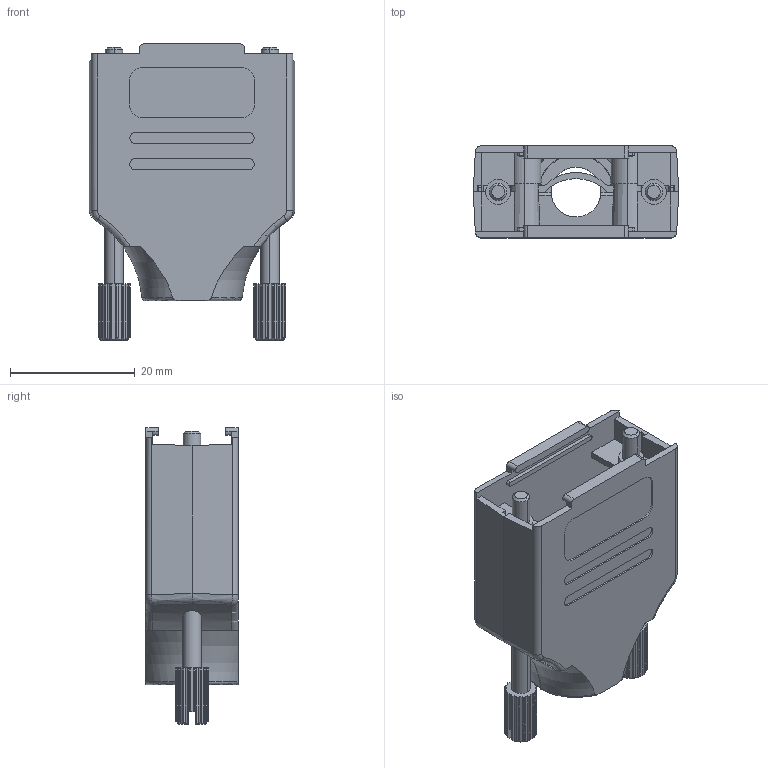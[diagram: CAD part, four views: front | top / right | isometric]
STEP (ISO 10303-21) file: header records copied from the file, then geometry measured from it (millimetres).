
FILE_DESCRIPTION (( 'STEP AP214' ), '1' );
FILE_NAME ('6560-0136-01.STEP', '2022-03-25T10:10:24', ( '' ), ( '' ), 'SwSTEP 2.0', 'SolidWorks 2021', '' );
FILE_SCHEMA (( 'AUTOMOTIVE_DESIGN' ));
Length unit declared in the file: millimetre
Products named in the file (9): 6522-0122-03 (8mm LV); 6560-0136-01; 6855-0117-02; 6855-0117-13; 6826-0141-02; 6522-0122-03 (8mm SV); 6830-0109-01; 6805-0136-11; 6805-0136-01
Assembly tree (11 placements, depth 2):
  6560-0136-01
    6805-0136-11
    6805-0136-01
    6855-0117-13  x2
    6826-0141-02  x2
    6830-0109-01
    6855-0117-02  x2
    6522-0122-03 (8mm LV)
    6522-0122-03 (8mm SV)
Bounding box: 33 x 14.8 x 47.53 mm (x, y, z)
Volume: 6301 mm3; surface area: 11863.7 mm2
Topology: 11 solids, 11 shells, 836 faces, 2294 edges, 1508 vertices
Faces by surface type: plane 407, cylinder 329, cone 44, bspline 28, torus 28
Entity records: 24130 total; most frequent: CARTESIAN_POINT 8985, ORIENTED_EDGE 3284, DIRECTION 2921, EDGE_CURVE 1642, VERTEX_POINT 1078, AXIS2_PLACEMENT_3D 1011, VECTOR 899, LINE 899
